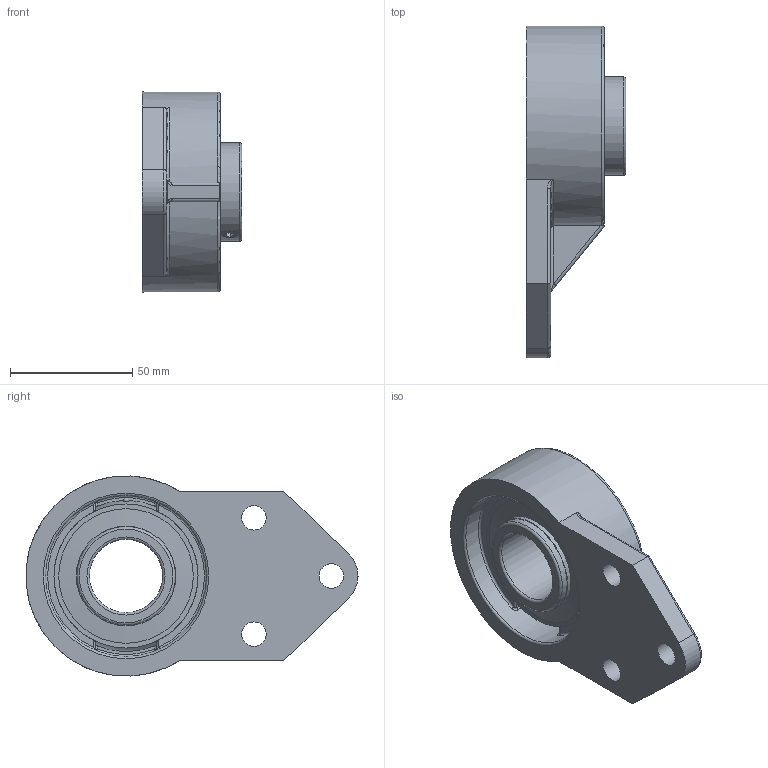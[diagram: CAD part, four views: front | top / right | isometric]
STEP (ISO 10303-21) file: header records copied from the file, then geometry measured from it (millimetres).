
FILE_DESCRIPTION(/* description */ ('Alibre Inc.'),/* implementation_level */ '2;1');
FILE_NAME(/* name */ 'export-B7E229A5-1109-4E94-A649-29D9967FF8A3',/* time_stamp */ '2020-05-29T10:36:59-07:00',/* author */ (''),/* organization */ (''),/* preprocessor_version */ 'ST-DEVELOPER v17',/* originating_system */ 'Alibre',/* authorisation */ '');
FILE_SCHEMA (('CONFIG_CONTROL_DESIGN'));
Length unit declared in the file: inch
Bounding box: 40.8 x 135.96 x 81.9 mm (x, y, z)
Volume: 134635.5 mm3; surface area: 52733.5 mm2
Topology: 16 solids, 16 shells, 145 faces, 356 edges, 219 vertices
Faces by surface type: cylinder 47, plane 46, torus 16, sphere 16, bspline 14, cone 6
Full cylindrical faces by diameter (mm): 5.359 x2, 10 x3, 30 x1, 40.259 x2, 40.284 x2, 40.792 x2, 55.093 x2, 55.118 x2, 62.017 x1, 66.017 x1, 70.35 x1
Entity records: 6529 total; most frequent: CARTESIAN_POINT 3175, DIRECTION 507, ORIENTED_EDGE 478, AXIS2_PLACEMENT_3D 241, EDGE_CURVE 239, FACE_BOUND 190, EDGE_LOOP 181, VERTEX_POINT 175
